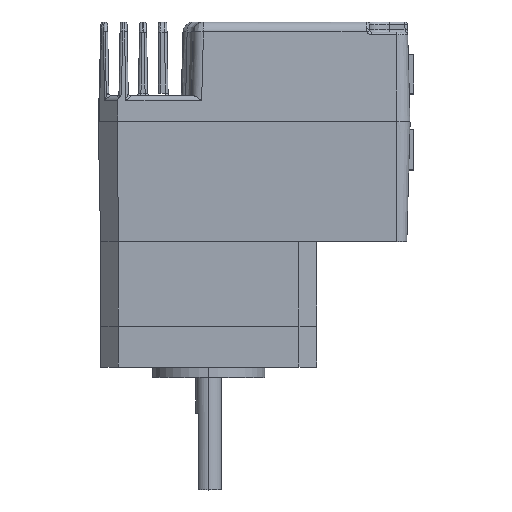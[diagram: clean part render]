
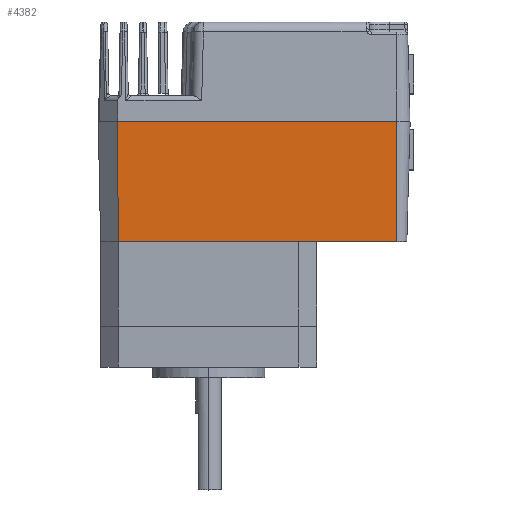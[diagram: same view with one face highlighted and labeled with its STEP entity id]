
A CAD part, top view. The second image highlights one B-rep face of the part: STEP entity #4382.
In plain terms, the highlighted planar face has unit normal (0, -0.026, 1).
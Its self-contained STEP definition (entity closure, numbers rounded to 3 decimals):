
#2639 = ORIENTED_EDGE ( 'NONE', *, *, #19580, .T. ) ;
#2640 = ORIENTED_EDGE ( 'NONE', *, *, #19606, .F. ) ;
#2641 = ORIENTED_EDGE ( 'NONE', *, *, #19565, .F. ) ;
#2642 = ORIENTED_EDGE ( 'NONE', *, *, #19569, .T. ) ;
#3742 = VERTEX_POINT ( 'NONE', #17161 ) ;
#4382 = ADVANCED_FACE ( 'NONE', ( #15804 ), #21245, .T. ) ;
#5209 = DIRECTION ( 'NONE',  ( 1., 0., 0. ) ) ;
#5210 = CARTESIAN_POINT ( 'NONE',  ( -33.996, 50.407, 21.765 ) ) ;
#5360 = CARTESIAN_POINT ( 'NONE',  ( 30.648, 26.907, 21.15 ) ) ;
#5361 = DIRECTION ( 'NONE',  ( 1., 0., 0. ) ) ;
#5423 = CARTESIAN_POINT ( 'NONE',  ( -24.007, 50.407, 21.765 ) ) ;
#5424 = DIRECTION ( 'NONE',  ( 0.011, -1., -0.026 ) ) ;
#5431 = CARTESIAN_POINT ( 'NONE',  ( 30.648, 499026.907, 13087.925 ) ) ;
#5432 = DIRECTION ( 'NONE',  ( 0., -1., -0.026 ) ) ;
#8987 = VERTEX_POINT ( 'NONE', #14455 ) ;
#8999 = VERTEX_POINT ( 'NONE', #14391 ) ;
#9775 = CARTESIAN_POINT ( 'NONE',  ( 30.648, 50.407, 21.765 ) ) ;
#12264 = AXIS2_PLACEMENT_3D ( 'NONE', #21250, #21257, #21261 ) ;
#12272 = LINE ( 'NONE', #5360, #13307 ) ;
#12296 = LINE ( 'NONE', #5210, #13334 ) ;
#12625 = EDGE_LOOP ( 'NONE', ( #2639, #2641, #2640, #2642 ) ) ;
#13294 = VECTOR ( 'NONE', #5432, 1000. ) ;
#13298 = VECTOR ( 'NONE', #5424, 1000. ) ;
#13307 = VECTOR ( 'NONE', #5361, 1000. ) ;
#13334 = VECTOR ( 'NONE', #5209, 1000. ) ;
#14218 = LINE ( 'NONE', #5431, #13294 ) ;
#14222 = LINE ( 'NONE', #5423, #13298 ) ;
#14391 = CARTESIAN_POINT ( 'NONE',  ( -24.007, 50.407, 21.765 ) ) ;
#14455 = CARTESIAN_POINT ( 'NONE',  ( 30.648, 26.907, 21.15 ) ) ;
#14660 = VERTEX_POINT ( 'NONE', #9775 ) ;
#15804 = FACE_OUTER_BOUND ( 'NONE', #12625, .T. ) ;
#17161 = CARTESIAN_POINT ( 'NONE',  ( -23.752, 26.907, 21.15 ) ) ;
#19565 = EDGE_CURVE ( 'NONE', #14660, #8987, #14218, .T. ) ;
#19569 = EDGE_CURVE ( 'NONE', #8999, #3742, #14222, .T. ) ;
#19580 = EDGE_CURVE ( 'NONE', #3742, #8987, #12272, .T. ) ;
#19606 = EDGE_CURVE ( 'NONE', #8999, #14660, #12296, .T. ) ;
#21245 = PLANE ( 'NONE',  #12264 ) ;
#21250 = CARTESIAN_POINT ( 'NONE',  ( -23.752, 26.907, 21.15 ) ) ;
#21257 = DIRECTION ( 'NONE',  ( 0., -0.026, 1. ) ) ;
#21261 = DIRECTION ( 'NONE',  ( 0., -1., -0.026 ) ) ;
